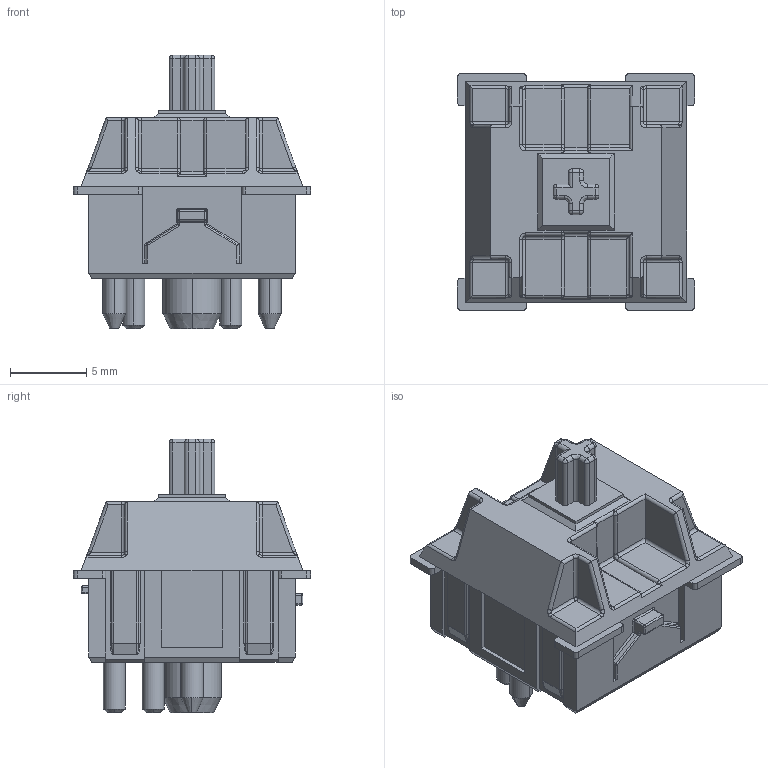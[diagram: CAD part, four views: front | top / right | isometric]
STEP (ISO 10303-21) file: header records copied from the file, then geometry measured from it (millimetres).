
FILE_DESCRIPTION (( 'STEP AP214' ), '1' );
FILE_NAME ('MX1A-11NW.STEP', '2024-08-03T18:25:17', ( '' ), ( '' ), 'SwSTEP 2.0', 'SolidWorks 2016', '' );
FILE_SCHEMA (( 'AUTOMOTIVE_DESIGN' ));
Length unit declared in the file: millimetre
Products named in the file (1): MX1A-11NW
Bounding box: 15.5 x 15.5 x 17.9 mm (x, y, z)
Volume: 1681.2 mm3; surface area: 1184.7 mm2
Topology: 1 solids, 1 shells, 474 faces, 1166 edges, 659 vertices
Faces by surface type: cylinder 207, plane 162, bspline 95, cone 10
Entity records: 14640 total; most frequent: CARTESIAN_POINT 4207, ORIENTED_EDGE 2250, DIRECTION 2103, EDGE_CURVE 1125, AXIS2_PLACEMENT_3D 726, VERTEX_POINT 659, LINE 651, VECTOR 651
